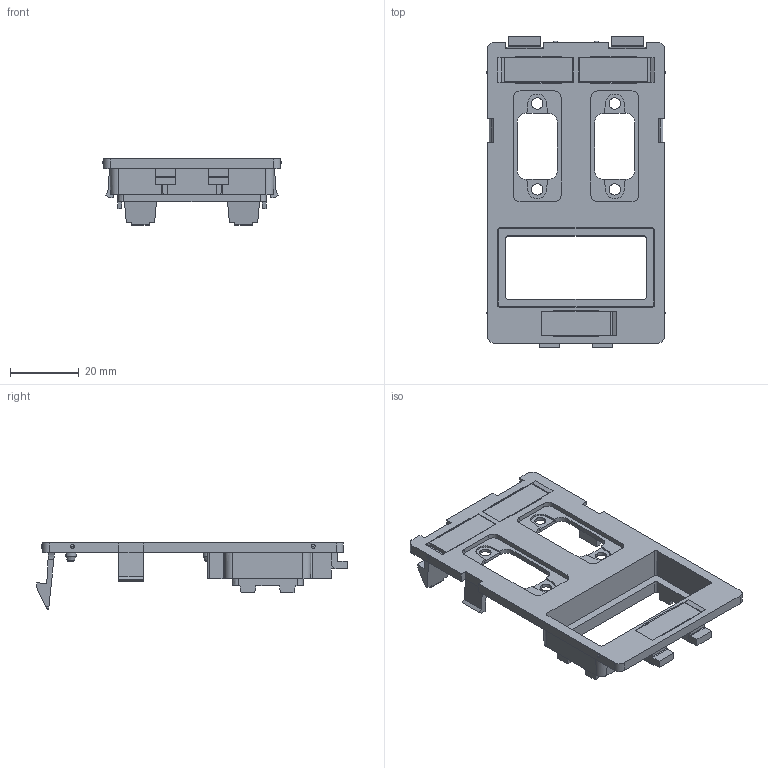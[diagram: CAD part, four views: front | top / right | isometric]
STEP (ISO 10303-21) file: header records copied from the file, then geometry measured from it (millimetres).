
FILE_DESCRIPTION(('CATIA V5 STEP Exchange','CAx-IF Rec.Pracs.--- Model Styling and Organization---1.4--- 2014-01-23'),'2;1');
FILE_NAME ('013601-2_2', '2019-10-09T17:11:58+00:00', ('none'), ('Weidmueller'), 'CATIA Version 5-6 Release 2016 SP3 HF44', 'CATIA V5 STEP AP214', 'none');
FILE_SCHEMA(('AUTOMOTIVE_DESIGN { 1 0 10303 214 1 1 1 1 }'));
Length unit declared in the file: millimetre
Products named in the file (1): 1450680000
Bounding box: 51.9 x 90.5 x 19.28 mm (x, y, z)
Volume: 10605 mm3; surface area: 13665.8 mm2
Topology: 4 solids, 4 shells, 495 faces, 1374 edges, 906 vertices
Faces by surface type: plane 353, cylinder 70, torus 30, bspline 14, cone 14, sphere 12, extrusion 2
Entity records: 15148 total; most frequent: CARTESIAN_POINT 3411, ORIENTED_EDGE 2724, DIRECTION 1872, EDGE_CURVE 1362, VECTOR 1024, LINE 1022, VERTEX_POINT 906, EDGE_LOOP 540
